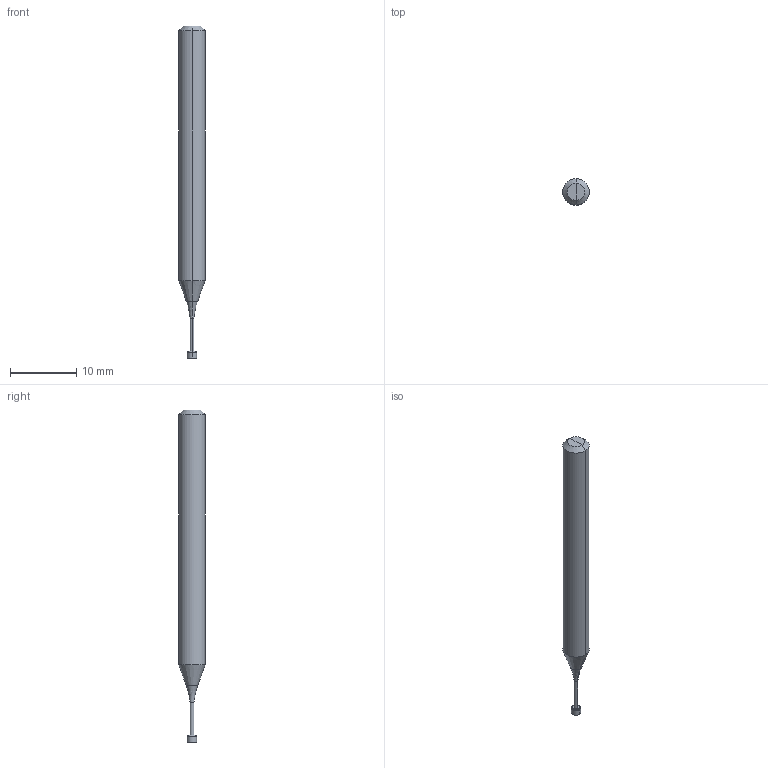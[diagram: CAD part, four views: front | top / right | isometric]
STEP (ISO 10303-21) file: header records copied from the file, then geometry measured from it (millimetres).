
FILE_DESCRIPTION((''),'2;1');
FILE_NAME('W1700835','',('ISBE GmbH'),('ISBE GmbH'),'ISBE STEP IO v1.1', 'originating_system','authorisation');
FILE_SCHEMA(('AUTOMOTIVE_DESIGN { 1 0 10303 214 1 1 1 1 }'));
Length unit declared in the file: millimetre
Products named in the file (3): CUT0; NOCUT0; RootObj
Assembly tree (2 placements, depth 2):
  RootObj
    CUT0
    NOCUT0
Bounding box: 4 x 4 x 50 mm (x, y, z)
Volume: 505.5 mm3; surface area: 544 mm2
Topology: 2 solids, 2 shells, 22 faces, 40 edges, 22 vertices
Faces by surface type: plane 8, cylinder 6, cone 4, torus 2, revolution 2
Entity records: 1188 total; most frequent: DIRECTION 202, CARTESIAN_POINT 173, LINE 90, VECTOR 90, ORIENTED_EDGE 80, PCURVE 80, DEFINITIONAL_REPRESENTATION 80, AXIS2_PLACEMENT_3D 51
